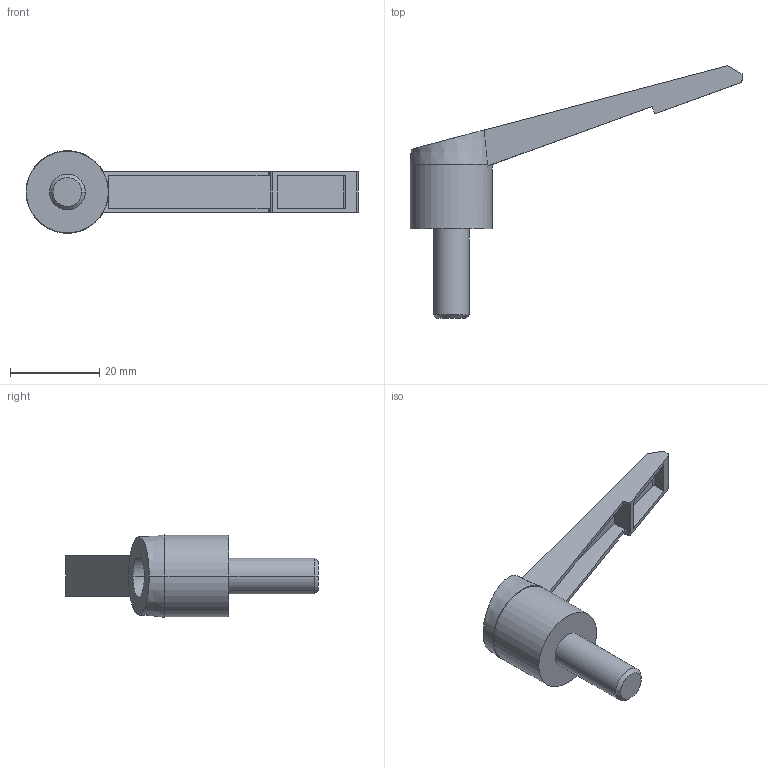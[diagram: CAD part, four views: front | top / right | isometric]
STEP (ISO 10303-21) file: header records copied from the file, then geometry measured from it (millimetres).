
FILE_DESCRIPTION( ( '' ), '1' );
FILE_NAME( 'K0175.208X20.stp', '2012-10-29T10:37:15', ( '' ), ( '' ), ' ', ' ', ' ' );
FILE_SCHEMA( ( 'CONFIG_CONTROL_DESIGN' ) );
Length unit declared in the file: millimetre
Products named in the file (1): 1
Bounding box: 74.25 x 56.5 x 18.5 mm (x, y, z)
Volume: 7452.3 mm3; surface area: 4531.6 mm2
Topology: 1 solids, 1 shells, 43 faces, 112 edges, 74 vertices
Faces by surface type: plane 24, cylinder 9, cone 6, torus 4
Entity records: 1443 total; most frequent: CARTESIAN_POINT 319, DIRECTION 233, ORIENTED_EDGE 224, EDGE_CURVE 112, AXIS2_PLACEMENT_3D 86, VERTEX_POINT 74, LINE 61, VECTOR 61
